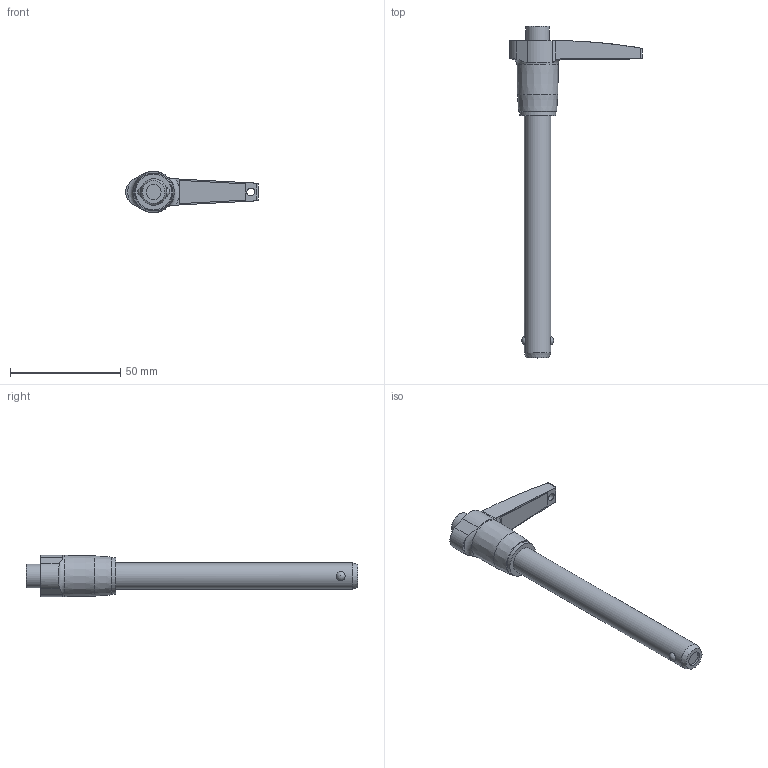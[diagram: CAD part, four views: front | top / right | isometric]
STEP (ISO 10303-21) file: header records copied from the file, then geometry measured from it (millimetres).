
FILE_DESCRIPTION( ( 'STEP AP214' ), '1' );
FILE_NAME( 'K0642.15712100__UNBETAETIGT_100_.stp', '2020-12-04T10:02:22', ( '' ), ( '' ), ' ', 'PARTsolutions', ' ' );
FILE_SCHEMA( ( 'AUTOMOTIVE_DESIGN { 1 0 10303 214 1 1 1 1 }' ) );
Length unit declared in the file: millimetre
Products named in the file (1): _K0642.15712100_(UNBETAETIGT_100)
Bounding box: 60.17 x 150.6 x 18.89 mm (x, y, z)
Volume: 25129.7 mm3; surface area: 8253.2 mm2
Topology: 1 solids, 1 shells, 42 faces, 106 edges, 69 vertices
Faces by surface type: plane 17, cylinder 13, torus 4, cone 4, bspline 2, sphere 2
Full cylindrical faces by diameter (mm): 3.58 x1, 6.76 x1, 10.7 x1, 12 x1, 16.38 x1
Entity records: 1805 total; most frequent: CARTESIAN_POINT 553, ORIENTED_EDGE 174, DIRECTION 173, EDGE_CURVE 87, AXIS2_PLACEMENT_3D 72, VERTEX_POINT 66, EDGE_LOOP 61, FACE_OUTER_BOUND 49
